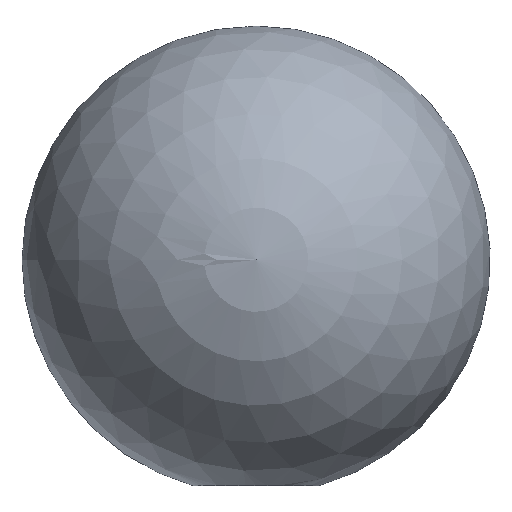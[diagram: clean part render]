
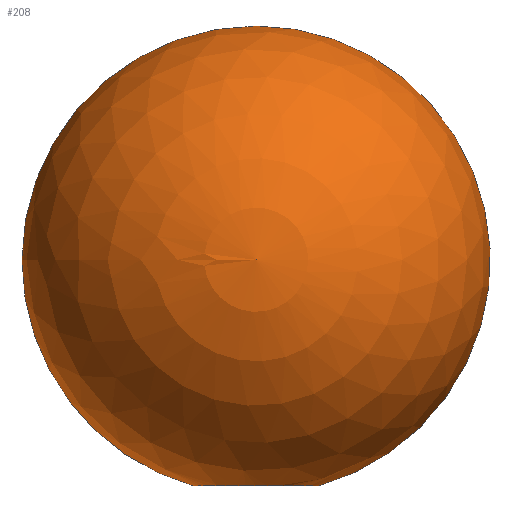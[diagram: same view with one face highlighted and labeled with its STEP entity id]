
A CAD part, top view. The second image highlights one B-rep face of the part: STEP entity #208.
In plain terms, the highlighted spherical face has radius 10 mm.
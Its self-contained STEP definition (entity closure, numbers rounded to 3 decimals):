
#16 = SPHERICAL_SURFACE ( 'NONE', #59, 10. ) ;
#19 = CARTESIAN_POINT ( 'NONE',  ( 0., 20., 0. ) ) ;
#21 = DIRECTION ( 'NONE',  ( 0., -1., 0. ) ) ;
#22 = DIRECTION ( 'NONE',  ( 1., 0., 0. ) ) ;
#24 = ORIENTED_EDGE ( 'NONE', *, *, #103, .F. ) ;
#28 = CIRCLE ( 'NONE', #45, 2.664 ) ;
#45 = AXIS2_PLACEMENT_3D ( 'NONE', #154, #21, #177 ) ;
#49 = DIRECTION ( 'NONE',  ( -1., 0., 0. ) ) ;
#50 = VERTEX_POINT ( 'NONE', #111 ) ;
#52 = AXIS2_PLACEMENT_3D ( 'NONE', #122, #261, #22 ) ;
#57 = AXIS2_PLACEMENT_3D ( 'NONE', #221, #92, #249 ) ;
#59 = AXIS2_PLACEMENT_3D ( 'NONE', #284, #146, #186 ) ;
#60 = CARTESIAN_POINT ( 'NONE',  ( -2.664, 0.361, 0. ) ) ;
#73 = CARTESIAN_POINT ( 'NONE',  ( 0., 10., 0. ) ) ;
#74 = VERTEX_POINT ( 'NONE', #60 ) ;
#92 = DIRECTION ( 'NONE',  ( 0., -1., 0. ) ) ;
#103 = EDGE_CURVE ( 'NONE', #190, #74, #228, .T. ) ;
#105 = FACE_OUTER_BOUND ( 'NONE', #291, .T. ) ;
#107 = ORIENTED_EDGE ( 'NONE', *, *, #203, .F. ) ;
#111 = CARTESIAN_POINT ( 'NONE',  ( 2.664, 0.361, 0. ) ) ;
#122 = CARTESIAN_POINT ( 'NONE',  ( 0., 10., 0. ) ) ;
#125 = CIRCLE ( 'NONE', #52, 10. ) ;
#130 = EDGE_CURVE ( 'NONE', #50, #190, #28, .T. ) ;
#146 = DIRECTION ( 'NONE',  ( 0., 0., -1. ) ) ;
#154 = CARTESIAN_POINT ( 'NONE',  ( 0., 0.361, 0. ) ) ;
#155 = CIRCLE ( 'NONE', #210, 10. ) ;
#163 = ORIENTED_EDGE ( 'NONE', *, *, #213, .T. ) ;
#177 = DIRECTION ( 'NONE',  ( 0., 0., 1. ) ) ;
#186 = DIRECTION ( 'NONE',  ( -1., 0., 0. ) ) ;
#190 = VERTEX_POINT ( 'NONE', #241 ) ;
#203 = EDGE_CURVE ( 'NONE', #287, #50, #155, .T. ) ;
#204 = ORIENTED_EDGE ( 'NONE', *, *, #130, .F. ) ;
#207 = DIRECTION ( 'NONE',  ( 0., 0., -1. ) ) ;
#208 = ADVANCED_FACE ( 'NONE', ( #105 ), #16, .T. ) ;
#210 = AXIS2_PLACEMENT_3D ( 'NONE', #73, #207, #49 ) ;
#213 = EDGE_CURVE ( 'NONE', #287, #74, #125, .T. ) ;
#221 = CARTESIAN_POINT ( 'NONE',  ( 0., 0.361, 0. ) ) ;
#228 = CIRCLE ( 'NONE', #57, 2.664 ) ;
#241 = CARTESIAN_POINT ( 'NONE',  ( 0., 0.361, 2.664 ) ) ;
#249 = DIRECTION ( 'NONE',  ( 0., 0., 1. ) ) ;
#261 = DIRECTION ( 'NONE',  ( 0., 0., 1. ) ) ;
#284 = CARTESIAN_POINT ( 'NONE',  ( 0., 10., 0. ) ) ;
#287 = VERTEX_POINT ( 'NONE', #19 ) ;
#291 = EDGE_LOOP ( 'NONE', ( #107, #163, #24, #204 ) ) ;
